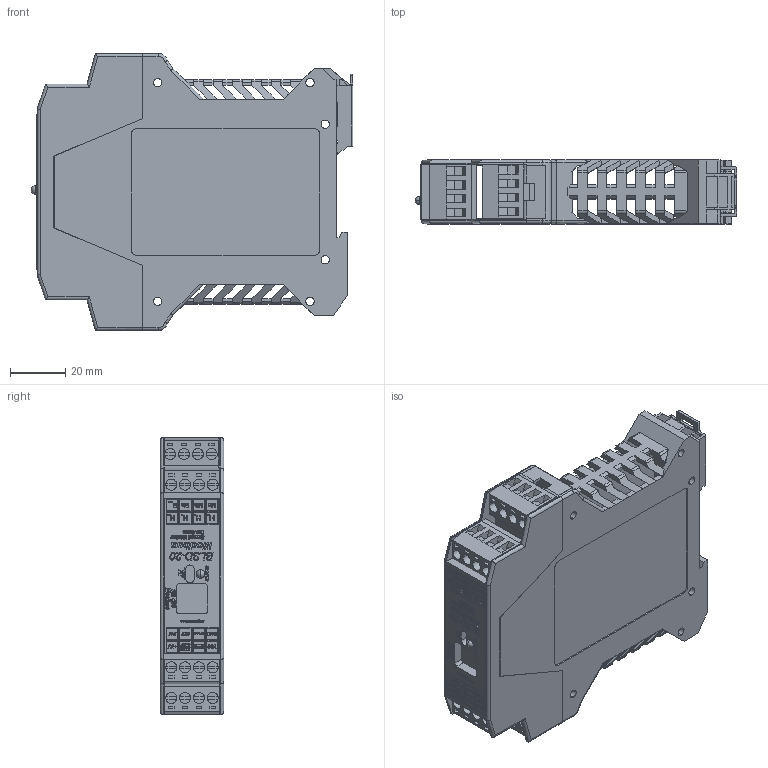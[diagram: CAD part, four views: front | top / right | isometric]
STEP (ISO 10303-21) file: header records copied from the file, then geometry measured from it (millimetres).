
FILE_DESCRIPTION(('FreeCAD Model'),'2;1');
FILE_NAME('Open CASCADE Shape Model','2021-12-13T08:12:09',('Author'),( ''),'Open CASCADE STEP processor 7.5','FreeCAD','Unknown');
FILE_SCHEMA(('AUTOMOTIVE_DESIGN { 1 0 10303 214 1 1 1 1 }'));
Products named in the file (1): BLSD-20 Modbus
Bounding box: 116.2 x 23 x 100 mm (x, y, z)
Volume: 63016.8 mm3; surface area: 68047.4 mm2
Topology: 26 solids, 26 shells, 3452 faces, 9283 edges, 6139 vertices
Faces by surface type: plane 2283, bspline 974, cylinder 189, torus 4, sphere 2
Entity records: 322249 total; most frequent: CARTESIAN_POINT 124112, DIRECTION 27039, LINE 21010, VECTOR 21010, ORIENTED_EDGE 18562, PCURVE 18562, DEFINITIONAL_REPRESENTATION 18562, EDGE_CURVE 9281
